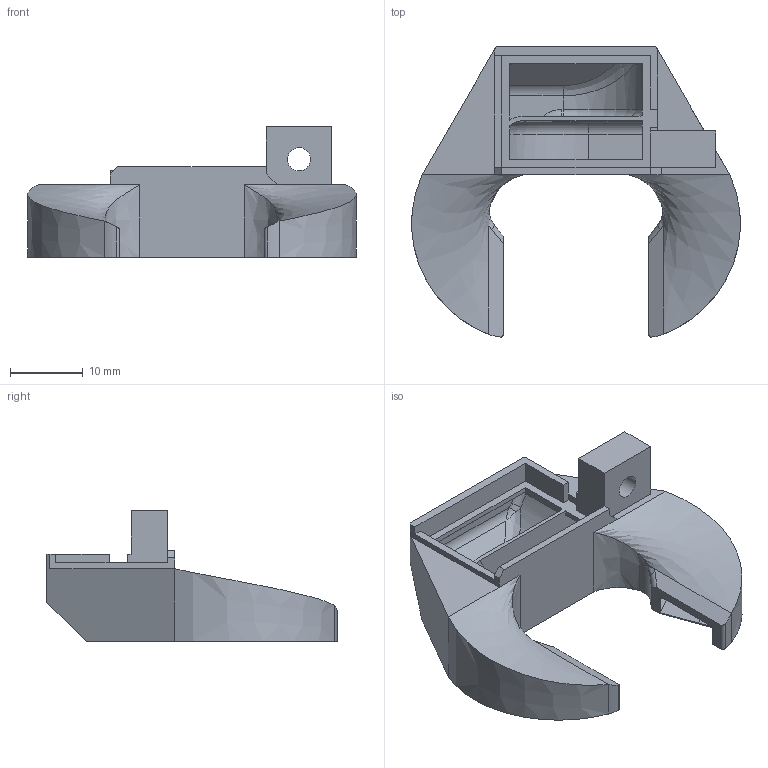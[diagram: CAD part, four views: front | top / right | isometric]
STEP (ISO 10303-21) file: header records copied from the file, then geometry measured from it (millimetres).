
FILE_DESCRIPTION(/* description */ (''),/* implementation_level */ '2;1');
FILE_NAME(/* name */ 'MK3_Bear_nozzle_rev.1_RHD.stp',/* time_stamp */ '2019-01-30T09:35:19+01:00',/* author */ ('RH'),/* organization */ (''),/* preprocessor_version */ 'ST-DEVELOPER v16.5',/* originating_system */ 'Autodesk Inventor 2017',/* authorisation */ '');
FILE_SCHEMA (('AUTOMOTIVE_DESIGN { 1 0 10303 214 3 1 1 }'));
Length unit declared in the file: millimetre
Products named in the file (1): Nozzle_Bear_Rev.1
Bounding box: 45.31 x 39.97 x 18 mm (x, y, z)
Volume: 3816.4 mm3; surface area: 6259.3 mm2
Topology: 1 solids, 1 shells, 254 faces, 694 edges, 446 vertices
Faces by surface type: plane 149, bspline 60, cylinder 37, torus 8
Full cylindrical faces by diameter (mm): 3.2 x1, 6 x1
Entity records: 9547 total; most frequent: CARTESIAN_POINT 3371, ORIENTED_EDGE 1382, DIRECTION 1104, EDGE_CURVE 689, VERTEX_POINT 446, LINE 440, VECTOR 440, AXIS2_PLACEMENT_3D 332
